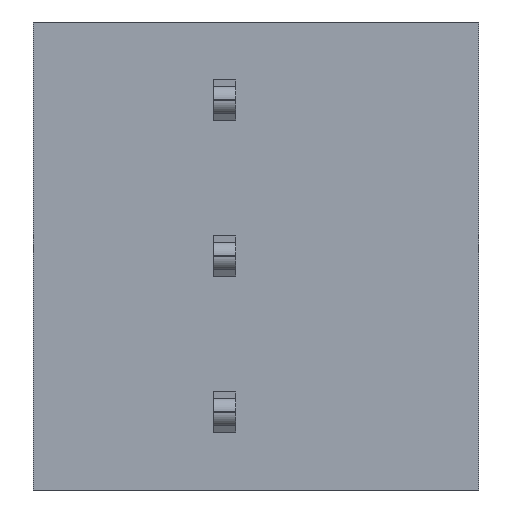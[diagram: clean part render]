
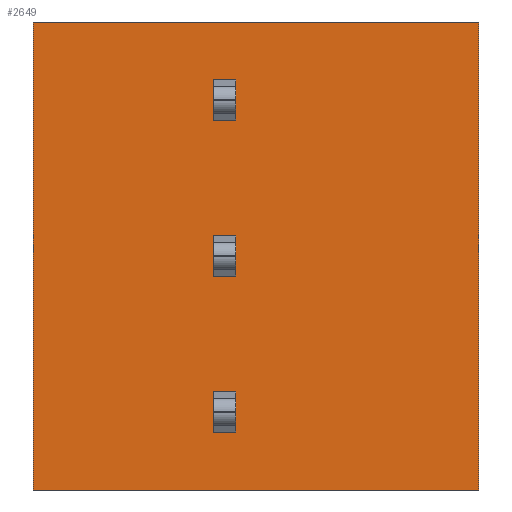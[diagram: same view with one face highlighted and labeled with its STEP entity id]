
A CAD part, front view. The second image highlights one B-rep face of the part: STEP entity #2649.
In plain terms, the highlighted planar face has unit normal (0, -1, 0).
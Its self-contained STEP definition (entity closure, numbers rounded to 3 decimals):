
#30=DIRECTION('',(1.,0.,0.));
#31=VECTOR('',#30,10.);
#32=CARTESIAN_POINT('',(-5.,-4.75,-8.75));
#33=LINE('',#32,#31);
#91=DIRECTION('',(0.,0.,1.));
#92=VECTOR('',#91,10.5);
#93=CARTESIAN_POINT('',(5.,-4.75,-8.75));
#94=LINE('',#93,#92);
#143=DIRECTION('',(0.,0.,1.));
#144=VECTOR('',#143,10.5);
#145=CARTESIAN_POINT('',(-5.,-4.75,-8.75));
#146=LINE('',#145,#144);
#147=DIRECTION('',(0.,0.,1.));
#148=VECTOR('',#147,0.9);
#149=CARTESIAN_POINT('',(-0.45,-4.75,-0.45));
#150=LINE('',#149,#148);
#151=DIRECTION('',(-1.,0.,0.));
#152=VECTOR('',#151,0.5);
#153=CARTESIAN_POINT('',(-0.45,-4.75,0.45));
#154=LINE('',#153,#152);
#155=DIRECTION('',(0.,0.,1.));
#156=VECTOR('',#155,0.9);
#157=CARTESIAN_POINT('',(-0.95,-4.75,-0.45));
#158=LINE('',#157,#156);
#159=DIRECTION('',(-1.,0.,0.));
#160=VECTOR('',#159,0.5);
#161=CARTESIAN_POINT('',(-0.45,-4.75,-0.45));
#162=LINE('',#161,#160);
#163=DIRECTION('',(0.,0.,1.));
#164=VECTOR('',#163,0.9);
#165=CARTESIAN_POINT('',(-0.45,-4.75,-3.95));
#166=LINE('',#165,#164);
#167=DIRECTION('',(-1.,0.,0.));
#168=VECTOR('',#167,0.5);
#169=CARTESIAN_POINT('',(-0.45,-4.75,-3.05));
#170=LINE('',#169,#168);
#171=DIRECTION('',(0.,0.,1.));
#172=VECTOR('',#171,0.9);
#173=CARTESIAN_POINT('',(-0.95,-4.75,-3.95));
#174=LINE('',#173,#172);
#175=DIRECTION('',(-1.,0.,0.));
#176=VECTOR('',#175,0.5);
#177=CARTESIAN_POINT('',(-0.45,-4.75,-3.95));
#178=LINE('',#177,#176);
#179=DIRECTION('',(0.,0.,1.));
#180=VECTOR('',#179,0.9);
#181=CARTESIAN_POINT('',(-0.45,-4.75,-7.45));
#182=LINE('',#181,#180);
#183=DIRECTION('',(-1.,0.,0.));
#184=VECTOR('',#183,0.5);
#185=CARTESIAN_POINT('',(-0.45,-4.75,-6.55));
#186=LINE('',#185,#184);
#187=DIRECTION('',(0.,0.,1.));
#188=VECTOR('',#187,0.9);
#189=CARTESIAN_POINT('',(-0.95,-4.75,-7.45));
#190=LINE('',#189,#188);
#191=DIRECTION('',(-1.,0.,0.));
#192=VECTOR('',#191,0.5);
#193=CARTESIAN_POINT('',(-0.45,-4.75,-7.45));
#194=LINE('',#193,#192);
#306=DIRECTION('',(1.,0.,0.));
#307=VECTOR('',#306,10.);
#308=CARTESIAN_POINT('',(-5.,-4.75,1.75));
#309=LINE('',#308,#307);
#1885=CARTESIAN_POINT('',(-5.,-4.75,-8.75));
#1886=VERTEX_POINT('',#1885);
#1887=CARTESIAN_POINT('',(5.,-4.75,-8.75));
#1888=VERTEX_POINT('',#1887);
#1903=CARTESIAN_POINT('',(-5.,-4.75,1.75));
#1904=VERTEX_POINT('',#1903);
#1905=CARTESIAN_POINT('',(5.,-4.75,1.75));
#1906=VERTEX_POINT('',#1905);
#2017=CARTESIAN_POINT('',(-0.45,-4.75,-0.45));
#2018=CARTESIAN_POINT('',(-0.45,-4.75,0.45));
#2019=VERTEX_POINT('',#2017);
#2020=VERTEX_POINT('',#2018);
#2021=CARTESIAN_POINT('',(-0.95,-4.75,-0.45));
#2022=CARTESIAN_POINT('',(-0.95,-4.75,0.45));
#2023=VERTEX_POINT('',#2021);
#2024=VERTEX_POINT('',#2022);
#2049=CARTESIAN_POINT('',(-0.45,-4.75,-3.95));
#2050=CARTESIAN_POINT('',(-0.45,-4.75,-3.05));
#2051=VERTEX_POINT('',#2049);
#2052=VERTEX_POINT('',#2050);
#2053=CARTESIAN_POINT('',(-0.95,-4.75,-3.95));
#2054=CARTESIAN_POINT('',(-0.95,-4.75,-3.05));
#2055=VERTEX_POINT('',#2053);
#2056=VERTEX_POINT('',#2054);
#2335=CARTESIAN_POINT('',(-0.45,-4.75,-7.45));
#2336=CARTESIAN_POINT('',(-0.45,-4.75,-6.55));
#2337=VERTEX_POINT('',#2335);
#2338=VERTEX_POINT('',#2336);
#2339=CARTESIAN_POINT('',(-0.95,-4.75,-7.45));
#2340=CARTESIAN_POINT('',(-0.95,-4.75,-6.55));
#2341=VERTEX_POINT('',#2339);
#2342=VERTEX_POINT('',#2340);
#2606=CARTESIAN_POINT('',(-5.,-4.75,-8.75));
#2607=DIRECTION('',(0.,-1.,0.));
#2608=DIRECTION('',(1.,0.,0.));
#2609=AXIS2_PLACEMENT_3D('',#2606,#2607,#2608);
#2610=PLANE('',#2609);
#2611=ORIENTED_EDGE('',*,*,#2462,.F.);
#2613=ORIENTED_EDGE('',*,*,#2612,.T.);
#2615=ORIENTED_EDGE('',*,*,#2614,.T.);
#2616=ORIENTED_EDGE('',*,*,#2568,.F.);
#2617=EDGE_LOOP('',(#2611,#2613,#2615,#2616));
#2618=FACE_OUTER_BOUND('',#2617,.F.);
#2620=ORIENTED_EDGE('',*,*,#2619,.T.);
#2622=ORIENTED_EDGE('',*,*,#2621,.T.);
#2624=ORIENTED_EDGE('',*,*,#2623,.F.);
#2626=ORIENTED_EDGE('',*,*,#2625,.F.);
#2627=EDGE_LOOP('',(#2620,#2622,#2624,#2626));
#2628=FACE_BOUND('',#2627,.F.);
#2630=ORIENTED_EDGE('',*,*,#2629,.T.);
#2632=ORIENTED_EDGE('',*,*,#2631,.T.);
#2634=ORIENTED_EDGE('',*,*,#2633,.F.);
#2636=ORIENTED_EDGE('',*,*,#2635,.F.);
#2637=EDGE_LOOP('',(#2630,#2632,#2634,#2636));
#2638=FACE_BOUND('',#2637,.F.);
#2640=ORIENTED_EDGE('',*,*,#2639,.T.);
#2642=ORIENTED_EDGE('',*,*,#2641,.T.);
#2644=ORIENTED_EDGE('',*,*,#2643,.F.);
#2646=ORIENTED_EDGE('',*,*,#2645,.F.);
#2647=EDGE_LOOP('',(#2640,#2642,#2644,#2646));
#2648=FACE_BOUND('',#2647,.F.);
#2462=EDGE_CURVE('',#1886,#1888,#33,.T.);
#2568=EDGE_CURVE('',#1888,#1906,#94,.T.);
#2612=EDGE_CURVE('',#1886,#1904,#146,.T.);
#2614=EDGE_CURVE('',#1904,#1906,#309,.T.);
#2619=EDGE_CURVE('',#2019,#2020,#150,.T.);
#2621=EDGE_CURVE('',#2020,#2024,#154,.T.);
#2623=EDGE_CURVE('',#2023,#2024,#158,.T.);
#2625=EDGE_CURVE('',#2019,#2023,#162,.T.);
#2629=EDGE_CURVE('',#2051,#2052,#166,.T.);
#2631=EDGE_CURVE('',#2052,#2056,#170,.T.);
#2633=EDGE_CURVE('',#2055,#2056,#174,.T.);
#2635=EDGE_CURVE('',#2051,#2055,#178,.T.);
#2639=EDGE_CURVE('',#2337,#2338,#182,.T.);
#2641=EDGE_CURVE('',#2338,#2342,#186,.T.);
#2643=EDGE_CURVE('',#2341,#2342,#190,.T.);
#2645=EDGE_CURVE('',#2337,#2341,#194,.T.);
#2649=ADVANCED_FACE('',(#2618,#2628,#2638,#2648),#2610,.T.);
